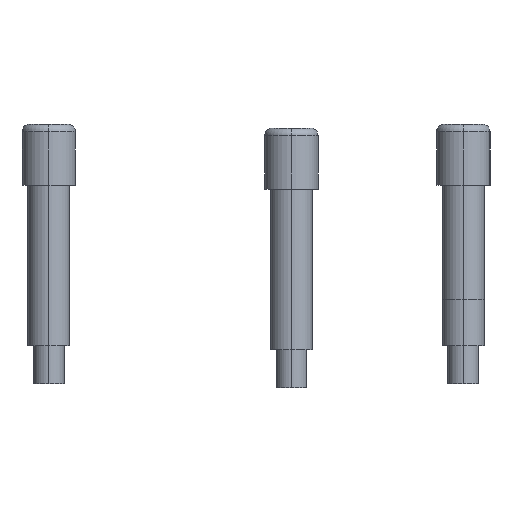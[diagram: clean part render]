
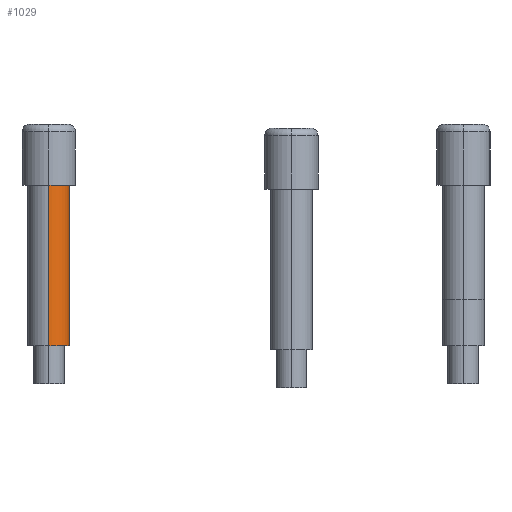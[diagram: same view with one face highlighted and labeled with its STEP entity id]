
A CAD part, left-side view. The second image highlights one B-rep face of the part: STEP entity #1029.
In plain terms, the highlighted cylindrical face has radius 5.5 mm (diameter 11 mm), a partial arc.
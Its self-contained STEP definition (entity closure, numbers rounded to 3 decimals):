
#888=AXIS2_PLACEMENT_3D('Circle Axis2P3D',#886,#887,$) ;
#912=AXIS2_PLACEMENT_3D('Circle Axis2P3D',#910,#911,$) ;
#1021=AXIS2_PLACEMENT_3D('Cylinder Axis2P3D',#1018,#1019,#1020) ;
#881=CARTESIAN_POINT('Vertex',(-201.5,35.744,3.795)) ;
#883=CARTESIAN_POINT('Vertex',(-190.5,35.744,3.795)) ;
#886=CARTESIAN_POINT('Axis2P3D Location',(-196.,35.744,3.795)) ;
#905=CARTESIAN_POINT('Vertex',(-190.5,35.744,-38.205)) ;
#907=CARTESIAN_POINT('Vertex',(-201.5,35.744,-38.205)) ;
#910=CARTESIAN_POINT('Axis2P3D Location',(-196.,35.744,-38.205)) ;
#1001=CARTESIAN_POINT('Line Origine',(-190.5,35.744,-17.205)) ;
#1006=CARTESIAN_POINT('Line Origine',(-201.5,35.744,-17.205)) ;
#1018=CARTESIAN_POINT('Axis2P3D Location',(-196.,35.744,-17.205)) ;
#887=DIRECTION('Axis2P3D Direction',(0.,0.,-1.)) ;
#911=DIRECTION('Axis2P3D Direction',(0.,0.,1.)) ;
#1002=DIRECTION('Vector Direction',(0.,0.,1.)) ;
#1007=DIRECTION('Vector Direction',(0.,0.,1.)) ;
#1019=DIRECTION('Axis2P3D Direction',(0.,0.,1.)) ;
#1020=DIRECTION('Axis2P3D XDirection',(-1.,0.,0.)) ;
#1003=VECTOR('Line Direction',#1002,1.) ;
#1008=VECTOR('Line Direction',#1007,1.) ;
#1024=ORIENTED_EDGE('',*,*,#1010,.F.) ;
#1025=ORIENTED_EDGE('',*,*,#890,.F.) ;
#1026=ORIENTED_EDGE('',*,*,#1005,.T.) ;
#1027=ORIENTED_EDGE('',*,*,#914,.F.) ;
#1029=ADVANCED_FACE('Surface.18',(#1028),#1022,.F.) ;
#889=CIRCLE('generated circle',#888,5.5) ;
#913=CIRCLE('generated circle',#912,5.5) ;
#1022=CYLINDRICAL_SURFACE('generated cylinder',#1021,5.5) ;
#890=EDGE_CURVE('',#884,#882,#889,.T.) ;
#914=EDGE_CURVE('',#908,#906,#913,.T.) ;
#1005=EDGE_CURVE('',#884,#906,#1004,.F.) ;
#1010=EDGE_CURVE('',#882,#908,#1009,.F.) ;
#1023=EDGE_LOOP('',(#1024,#1025,#1026,#1027)) ;
#1028=FACE_OUTER_BOUND('',#1023,.T.) ;
#1004=LINE('Line',#1001,#1003) ;
#1009=LINE('Line',#1006,#1008) ;
#882=VERTEX_POINT('',#881) ;
#884=VERTEX_POINT('',#883) ;
#906=VERTEX_POINT('',#905) ;
#908=VERTEX_POINT('',#907) ;
